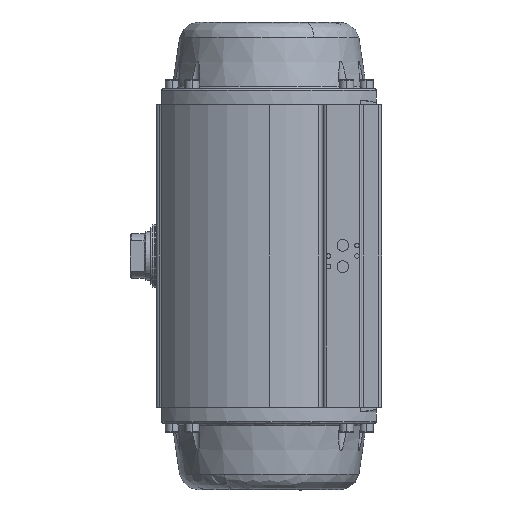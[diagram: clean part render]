
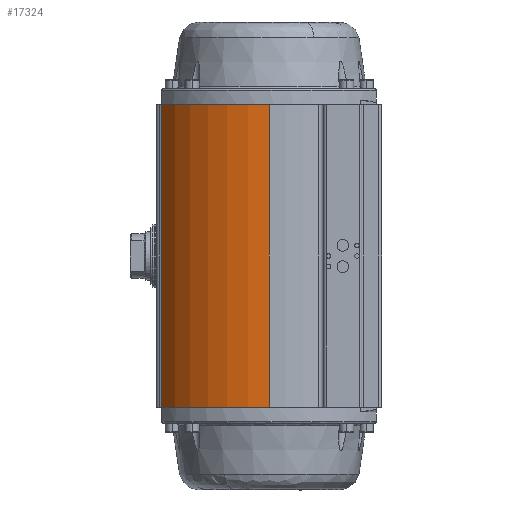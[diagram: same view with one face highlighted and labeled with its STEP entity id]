
A CAD part, left-side view. The second image highlights one B-rep face of the part: STEP entity #17324.
In plain terms, the highlighted cylindrical face has radius 142 mm (diameter 284 mm), a partial arc.
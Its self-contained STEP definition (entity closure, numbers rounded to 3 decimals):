
#31 = CIRCLE ( 'NONE', #8738, 142. ) ;
#2197 = ORIENTED_EDGE ( 'NONE', *, *, #38880, .T. ) ;
#2980 = CARTESIAN_POINT ( 'NONE',  ( 1781.839, 1243.359, 79. ) ) ;
#4184 = VERTEX_POINT ( 'NONE', #20626 ) ;
#4216 = DIRECTION ( 'NONE',  ( -1., 0., 0. ) ) ;
#6444 = DIRECTION ( 'NONE',  ( 1., 0., 0. ) ) ;
#6641 = DIRECTION ( 'NONE',  ( 0., 0., -1. ) ) ;
#8738 = AXIS2_PLACEMENT_3D ( 'NONE', #2980, #6641, #46715 ) ;
#9402 = EDGE_CURVE ( 'NONE', #4184, #12568, #34420, .T. ) ;
#12568 = VERTEX_POINT ( 'NONE', #40983 ) ;
#14215 = CARTESIAN_POINT ( 'NONE',  ( 1781.839, 1243.359, 421. ) ) ;
#15342 = CARTESIAN_POINT ( 'NONE',  ( 1708.103, 1364.714, 79. ) ) ;
#15863 = EDGE_CURVE ( 'NONE', #19148, #4184, #39208, .T. ) ;
#17324 = ADVANCED_FACE ( 'NONE', ( #33807 ), #27048, .T. ) ;
#18289 = EDGE_CURVE ( 'NONE', #12568, #31035, #31, .T. ) ;
#18931 = LINE ( 'NONE', #34025, #44829 ) ;
#19111 = CARTESIAN_POINT ( 'NONE',  ( 1708.103, 1364.714, 421. ) ) ;
#19148 = VERTEX_POINT ( 'NONE', #19111 ) ;
#20626 = CARTESIAN_POINT ( 'NONE',  ( 1639.839, 1243.359, 421. ) ) ;
#20945 = AXIS2_PLACEMENT_3D ( 'NONE', #36286, #22147, #4216 ) ;
#21060 = DIRECTION ( 'NONE',  ( 0., 0., 1. ) ) ;
#22147 = DIRECTION ( 'NONE',  ( 0., 0., -1. ) ) ;
#22215 = ORIENTED_EDGE ( 'NONE', *, *, #15863, .F. ) ;
#23654 = ORIENTED_EDGE ( 'NONE', *, *, #9402, .F. ) ;
#24015 = EDGE_LOOP ( 'NONE', ( #23654, #22215, #2197, #31123 ) ) ;
#24884 = VECTOR ( 'NONE', #37240, 1000. ) ;
#27048 = CYLINDRICAL_SURFACE ( 'NONE', #20945, 142. ) ;
#31035 = VERTEX_POINT ( 'NONE', #15342 ) ;
#31123 = ORIENTED_EDGE ( 'NONE', *, *, #18289, .F. ) ;
#33807 = FACE_OUTER_BOUND ( 'NONE', #24015, .T. ) ;
#34025 = CARTESIAN_POINT ( 'NONE',  ( 1708.103, 1364.714, 500. ) ) ;
#34420 = LINE ( 'NONE', #37377, #24884 ) ;
#36286 = CARTESIAN_POINT ( 'NONE',  ( 1781.839, 1243.359, 500. ) ) ;
#37030 = DIRECTION ( 'NONE',  ( 0., 0., -1. ) ) ;
#37240 = DIRECTION ( 'NONE',  ( 0., 0., -1. ) ) ;
#37377 = CARTESIAN_POINT ( 'NONE',  ( 1639.839, 1243.359, 500. ) ) ;
#38359 = AXIS2_PLACEMENT_3D ( 'NONE', #14215, #21060, #6444 ) ;
#38880 = EDGE_CURVE ( 'NONE', #19148, #31035, #18931, .T. ) ;
#39208 = CIRCLE ( 'NONE', #38359, 142. ) ;
#40983 = CARTESIAN_POINT ( 'NONE',  ( 1639.839, 1243.359, 79. ) ) ;
#44829 = VECTOR ( 'NONE', #37030, 1000. ) ;
#46715 = DIRECTION ( 'NONE',  ( -1., 0., 0. ) ) ;
